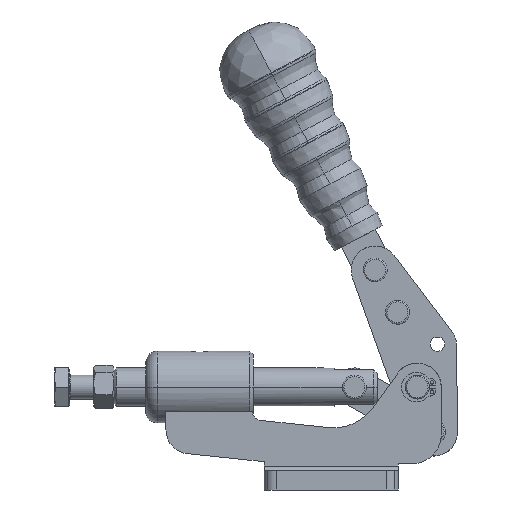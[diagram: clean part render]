
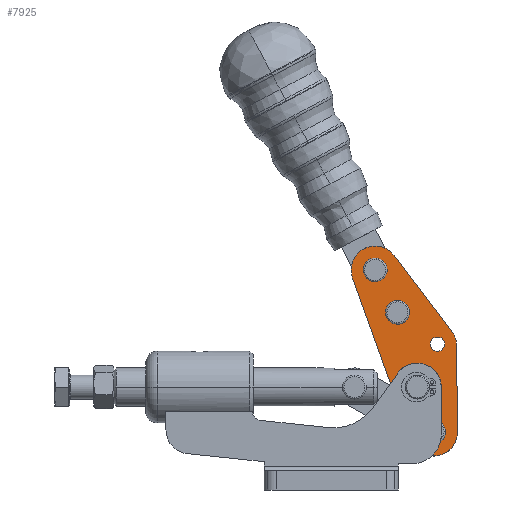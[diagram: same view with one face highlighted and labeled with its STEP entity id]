
A CAD part, front view. The second image highlights one B-rep face of the part: STEP entity #7925.
In plain terms, the highlighted planar face has unit normal (0, -1, 0).
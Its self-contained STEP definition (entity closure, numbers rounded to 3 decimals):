
#4281=CARTESIAN_POINT('',(-0.388,-85.219,19.044));
#4282=VERTEX_POINT('',#4281);
#4298=CARTESIAN_POINT('',(1.643,-85.219,13.398));
#4299=VERTEX_POINT('',#4298);
#4306=CARTESIAN_POINT('',(0.627,-85.219,16.221));
#4307=DIRECTION('',(0.,1.,0.));
#4308=DIRECTION('',(-0.339,0.,0.941));
#4309=AXIS2_PLACEMENT_3D('',#4306,#4307,#4308);
#4310=CIRCLE('',#4309,3.);
#4311=EDGE_CURVE('',#4282,#4299,#4310,.T.);
#5257=CARTESIAN_POINT('',(-7.75,-85.219,-11.692));
#5258=VERTEX_POINT('',#5257);
#5274=CARTESIAN_POINT('',(-7.864,-85.219,8.308));
#5275=VERTEX_POINT('',#5274);
#5282=CARTESIAN_POINT('',(-17.217,-85.219,-5.077));
#5283=VERTEX_POINT('',#5282);
#5284=CARTESIAN_POINT('',(-7.807,-85.219,-1.692));
#5285=DIRECTION('',(0.,1.0,0.));
#5286=DIRECTION('',(0.006,0.,-1.));
#5287=AXIS2_PLACEMENT_3D('',#5284,#5285,#5286);
#5288=CIRCLE('',#5287,10.0);
#5289=EDGE_CURVE('',#5283,#5275,#5288,.T.);
#5291=CARTESIAN_POINT('',(-7.807,-85.219,-1.692));
#5292=DIRECTION('',(0.,1.0,0.));
#5293=DIRECTION('',(0.006,0.,-1.));
#5294=AXIS2_PLACEMENT_3D('',#5291,#5292,#5293);
#5295=CIRCLE('',#5294,10.0);
#5296=EDGE_CURVE('',#5258,#5283,#5295,.T.);
#5443=CARTESIAN_POINT('',(-6.003,-85.219,-19.927));
#5444=VERTEX_POINT('',#5443);
#5469=CARTESIAN_POINT('',(3.929,-85.219,-21.095));
#5470=VERTEX_POINT('',#5469);
#5477=CARTESIAN_POINT('',(-1.037,-85.219,-20.511));
#5478=DIRECTION('',(0.,1.0,0.));
#5479=DIRECTION('',(-0.993,0.,0.117));
#5480=AXIS2_PLACEMENT_3D('',#5477,#5478,#5479);
#5481=CIRCLE('',#5480,5.);
#5482=EDGE_CURVE('',#5444,#5470,#5481,.T.);
#5710=CARTESIAN_POINT('',(-21.052,-85.219,30.128));
#5711=VERTEX_POINT('',#5710);
#5736=CARTESIAN_POINT('',(-11.121,-85.219,28.96));
#5737=VERTEX_POINT('',#5736);
#5744=CARTESIAN_POINT('',(-16.086,-85.219,29.544));
#5745=DIRECTION('',(0.,1.0,0.));
#5746=DIRECTION('',(-0.993,0.,0.117));
#5747=AXIS2_PLACEMENT_3D('',#5744,#5745,#5746);
#5748=CIRCLE('',#5747,5.);
#5749=EDGE_CURVE('',#5711,#5737,#5748,.T.);
#5977=CARTESIAN_POINT('',(-30.376,-85.219,47.822));
#5978=VERTEX_POINT('',#5977);
#6003=CARTESIAN_POINT('',(-20.444,-85.219,46.654));
#6004=VERTEX_POINT('',#6003);
#6011=CARTESIAN_POINT('',(-25.41,-85.219,47.238));
#6012=DIRECTION('',(0.,1.,0.));
#6013=DIRECTION('',(-0.993,0.,0.117));
#6014=AXIS2_PLACEMENT_3D('',#6011,#6012,#6013);
#6015=CIRCLE('',#6014,5.);
#6016=EDGE_CURVE('',#5978,#6004,#6015,.T.);
#7264=CARTESIAN_POINT('',(-25.41,-85.219,47.238));
#7265=DIRECTION('',(0.,1.,0.));
#7266=DIRECTION('',(-0.993,0.,0.117));
#7267=AXIS2_PLACEMENT_3D('',#7264,#7265,#7266);
#7268=CIRCLE('',#7267,5.);
#7269=EDGE_CURVE('',#6004,#5978,#7268,.T.);
#7428=CARTESIAN_POINT('',(-16.086,-85.219,29.544));
#7429=DIRECTION('',(0.,1.0,0.));
#7430=DIRECTION('',(-0.993,0.,0.117));
#7431=AXIS2_PLACEMENT_3D('',#7428,#7429,#7430);
#7432=CIRCLE('',#7431,5.);
#7433=EDGE_CURVE('',#5737,#5711,#7432,.T.);
#7592=CARTESIAN_POINT('',(-1.037,-85.219,-20.511));
#7593=DIRECTION('',(0.,1.0,0.));
#7594=DIRECTION('',(-0.993,0.,0.117));
#7595=AXIS2_PLACEMENT_3D('',#7592,#7593,#7594);
#7596=CIRCLE('',#7595,5.);
#7597=EDGE_CURVE('',#5470,#5444,#7596,.T.);
#7804=CARTESIAN_POINT('',(-7.807,-85.219,-1.692));
#7805=DIRECTION('',(0.,1.0,0.));
#7806=DIRECTION('',(0.006,0.,-1.));
#7807=AXIS2_PLACEMENT_3D('',#7804,#7805,#7806);
#7808=CIRCLE('',#7807,10.0);
#7809=EDGE_CURVE('',#5275,#5258,#7808,.T.);
#7836=CARTESIAN_POINT('',(-10.829,-85.219,14.181));
#7837=DIRECTION('',(0.0,-1.0,0.0));
#7838=DIRECTION('',(-0.339,0.0,0.941));
#7839=AXIS2_PLACEMENT_3D('',#7836,#7837,#7838);
#7840=PLANE('',#7839);
#7841=CARTESIAN_POINT('',(-34.82,-85.219,43.853));
#7842=VERTEX_POINT('',#7841);
#7843=CARTESIAN_POINT('',(-17.443,-85.219,53.281));
#7844=VERTEX_POINT('',#7843);
#7845=CARTESIAN_POINT('',(-25.41,-85.219,47.238));
#7846=DIRECTION('',(0.,1.0,0.));
#7847=DIRECTION('',(-0.797,0.,-0.604));
#7848=AXIS2_PLACEMENT_3D('',#7845,#7846,#7847);
#7849=CIRCLE('',#7848,10.0);
#7850=EDGE_CURVE('',#7842,#7844,#7849,.T.);
#7851=ORIENTED_EDGE('',*,*,#7850,.F.);
#7852=CARTESIAN_POINT('',(-17.217,-85.219,-5.077));
#7853=DIRECTION('',(-0.339,0.,0.941));
#7854=VECTOR('',#7853,52.);
#7855=LINE('',#7852,#7854);
#7856=EDGE_CURVE('',#5283,#7842,#7855,.T.);
#7857=ORIENTED_EDGE('',*,*,#7856,.F.);
#7858=ORIENTED_EDGE('',*,*,#5289,.T.);
#7859=ORIENTED_EDGE('',*,*,#7809,.T.);
#7860=ORIENTED_EDGE('',*,*,#5296,.T.);
#7861=CARTESIAN_POINT('',(-10.446,-85.219,-23.896));
#7862=VERTEX_POINT('',#7861);
#7863=CARTESIAN_POINT('',(-10.446,-85.219,-23.896));
#7864=DIRECTION('',(-0.339,0.,0.941));
#7865=VECTOR('',#7864,20.);
#7866=LINE('',#7863,#7865);
#7867=EDGE_CURVE('',#7862,#5283,#7866,.T.);
#7868=ORIENTED_EDGE('',*,*,#7867,.F.);
#7869=CARTESIAN_POINT('',(8.963,-85.219,-20.42));
#7870=VERTEX_POINT('',#7869);
#7871=CARTESIAN_POINT('',(-1.037,-85.219,-20.511));
#7872=DIRECTION('',(0.,1.0,0.));
#7873=DIRECTION('',(0.941,0.,0.339));
#7874=AXIS2_PLACEMENT_3D('',#7871,#7872,#7873);
#7875=CIRCLE('',#7874,10.0);
#7876=EDGE_CURVE('',#7870,#7862,#7875,.T.);
#7877=ORIENTED_EDGE('',*,*,#7876,.F.);
#7878=CARTESIAN_POINT('',(8.627,-85.219,16.294));
#7879=VERTEX_POINT('',#7878);
#7880=CARTESIAN_POINT('',(8.627,-85.219,16.294));
#7881=DIRECTION('',(0.009,0.,-1.));
#7882=VECTOR('',#7881,36.715);
#7883=LINE('',#7880,#7882);
#7884=EDGE_CURVE('',#7879,#7870,#7883,.T.);
#7885=ORIENTED_EDGE('',*,*,#7884,.F.);
#7886=CARTESIAN_POINT('',(7.001,-85.219,21.055));
#7887=VERTEX_POINT('',#7886);
#7888=CARTESIAN_POINT('',(0.627,-85.219,16.221));
#7889=DIRECTION('',(0.,1.,0.));
#7890=DIRECTION('',(-1.,0.,-0.009));
#7891=AXIS2_PLACEMENT_3D('',#7888,#7889,#7890);
#7892=CIRCLE('',#7891,8.0);
#7893=EDGE_CURVE('',#7887,#7879,#7892,.T.);
#7894=ORIENTED_EDGE('',*,*,#7893,.F.);
#7895=CARTESIAN_POINT('',(-17.443,-85.219,53.281));
#7896=DIRECTION('',(0.604,0.,-0.797));
#7897=VECTOR('',#7896,40.447);
#7898=LINE('',#7895,#7897);
#7899=EDGE_CURVE('',#7844,#7887,#7898,.T.);
#7900=ORIENTED_EDGE('',*,*,#7899,.F.);
#7901=EDGE_LOOP('',(#7851,#7857,#7858,#7859,#7860,#7868,#7877,#7885,#7894,#7900));
#7902=FACE_OUTER_BOUND('',#7901,.T.);
#7903=ORIENTED_EDGE('',*,*,#6016,.T.);
#7904=ORIENTED_EDGE('',*,*,#7269,.T.);
#7905=EDGE_LOOP('',(#7903,#7904));
#7906=FACE_BOUND('',#7905,.T.);
#7907=ORIENTED_EDGE('',*,*,#5749,.T.);
#7908=ORIENTED_EDGE('',*,*,#7433,.T.);
#7909=EDGE_LOOP('',(#7907,#7908));
#7910=FACE_BOUND('',#7909,.T.);
#7911=ORIENTED_EDGE('',*,*,#5482,.T.);
#7912=ORIENTED_EDGE('',*,*,#7597,.T.);
#7913=EDGE_LOOP('',(#7911,#7912));
#7914=FACE_BOUND('',#7913,.T.);
#7915=ORIENTED_EDGE('',*,*,#4311,.T.);
#7916=CARTESIAN_POINT('',(0.627,-85.219,16.221));
#7917=DIRECTION('',(0.,1.,0.));
#7918=DIRECTION('',(-0.339,0.,0.941));
#7919=AXIS2_PLACEMENT_3D('',#7916,#7917,#7918);
#7920=CIRCLE('',#7919,3.);
#7921=EDGE_CURVE('',#4299,#4282,#7920,.T.);
#7922=ORIENTED_EDGE('',*,*,#7921,.T.);
#7923=EDGE_LOOP('',(#7915,#7922));
#7924=FACE_BOUND('',#7923,.T.);
#7925=ADVANCED_FACE('',(#7902,#7906,#7910,#7914,#7924),#7840,.T.);
